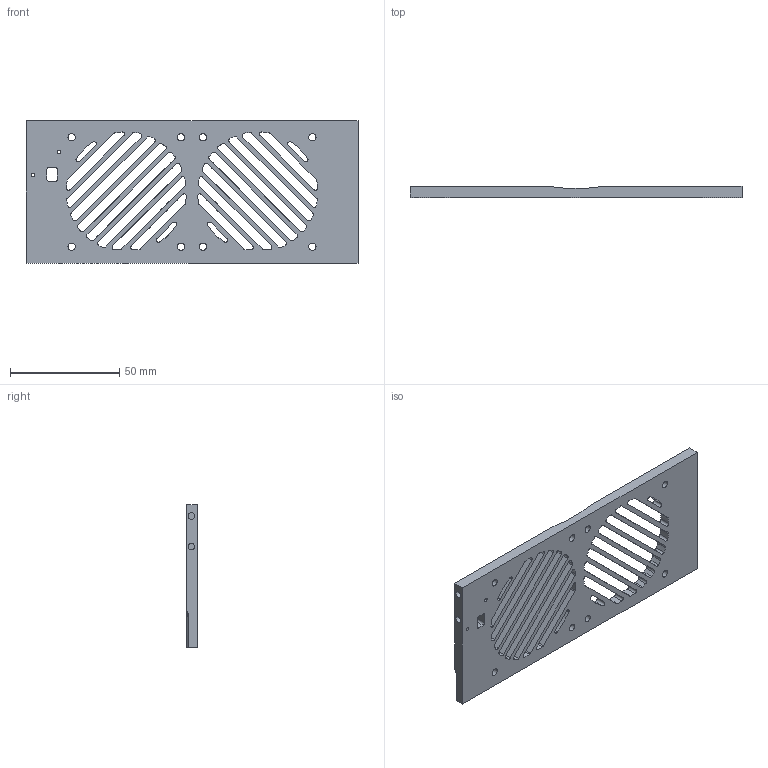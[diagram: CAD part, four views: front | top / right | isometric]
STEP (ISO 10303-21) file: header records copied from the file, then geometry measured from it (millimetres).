
FILE_DESCRIPTION(/* description */ (''),/* implementation_level */ '2;1');
FILE_NAME(/* name */ 'chamber_right_1.step',/* time_stamp */ '2025-09-03T11:10:43+02:00',/* author */ (''),/* organization */ (''),/* preprocessor_version */ 'ST-DEVELOPER v20.1',/* originating_system */ 'Autodesk Translation Framework v14.10.0.0',/* authorisation */ '');
FILE_SCHEMA (('AUTOMOTIVE_DESIGN { 1 0 10303 214 3 1 1 }'));
Length unit declared in the file: millimetre
Products named in the file (1): chamber_right_1
Bounding box: 151.7 x 5 x 65 mm (x, y, z)
Volume: 31408.4 mm3; surface area: 24743.9 mm2
Topology: 1 solids, 1 shells, 202 faces, 608 edges, 406 vertices
Faces by surface type: cylinder 130, plane 72
Full cylindrical faces by diameter (mm): 1.623 x2, 2.075 x8, 3.025 x2, 3.332 x8
Entity records: 7468 total; most frequent: CARTESIAN_POINT 1664, DIRECTION 1222, ORIENTED_EDGE 1216, EDGE_CURVE 608, AXIS2_PLACEMENT_3D 450, VERTEX_POINT 406, LINE 322, VECTOR 322
